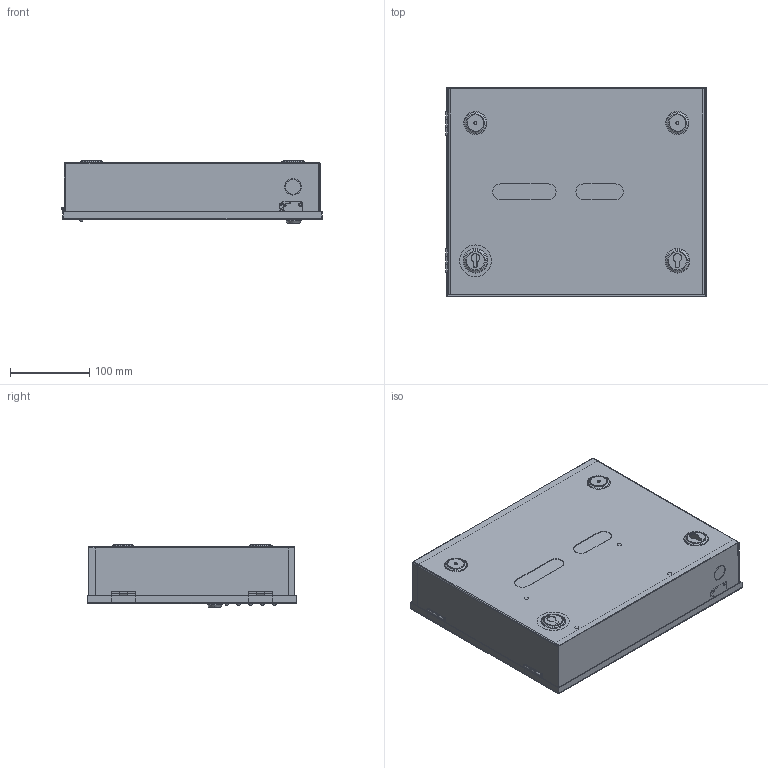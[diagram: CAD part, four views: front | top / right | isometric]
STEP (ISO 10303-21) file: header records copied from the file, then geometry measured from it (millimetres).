
FILE_DESCRIPTION (( 'STEP AP214' ), '1' );
FILE_NAME ('AD2405-SR_STPALL.STEP', '2024-07-26T08:41:26', ( '' ), ( '' ), 'SwSTEP 2.0', 'SolidWorks 2020', '' );
FILE_SCHEMA (( 'AUTOMOTIVE_DESIGN' ));
Length unit declared in the file: millimetre
Products named in the file (34): LED 5MM BLANCHE_ROUGE; Parte 4 Deviatore a Rotella Panasonic AM5; BT CONTACT; SUO-NEI; GT1205-3A-1005_stp; HB-9500_3P; HY-S-2; NV ELEC AD1210R; S6B-XH-A; CAPOT METAL; B2B-XH-A; Parte 1 Deviatore a Rotella Panasonic AM5; PCB AD2405R_2405 NV ELEC; SUO; Tapping screw DIN 7049-ST2.9x6.5-F-H-S_Tapping screw DIN 7049-ST2.9x6.5-F-H-S; SG_2405; EQUERRE DE FIX; PCB 5LEDS; XG_2405; ISO 7046-1 - M3 x 4 - Z - 4S_ISO 7046-1 - M3 x 4 - Z - 4S; PCB 5 LEDS; Parte 2 Deviatore a Rotella Panasonic AM5; LED 5MM BLANCHE_ORANGE; ISO 7045 - M3 x 5 - Z - 5N_ISO 7045 - M3 x 5 - Z - 5N; HY-X-2; Parte 3 Deviatore a Rotella Panasonic AM5; LED 5MM BLANCHE_VERT; ZHOU; AD2405-SR_STPALL; ISO 7045 - M3 x 6 - Z --- 6S_ISO 7045 - M3 x 6 - Z --- 6S; Deviatore a Rotella Panasonic AM5_FERME; HB-9500_6P; HY-X; HY-S
Assembly tree (44 placements, depth 3):
  AD2405-SR_STPALL
    GT1205-3A-1005_stp
    SG_2405
    XG_2405
    HY-X
    HY-S
    HY-S-2
    HY-X-2
    SUO
    SUO-NEI
    ZHOU
    PCB AD2405R_2405 NV ELEC
      HB-9500_3P
      HB-9500_6P
      BT CONTACT
      NV ELEC AD1210R
      EQUERRE DE FIX
      CAPOT METAL
      ISO 7046-1 - M3 x 4 - Z - 4S_ISO 7046-1 - M3 x 4 - Z - 4S  x2
      Tapping screw DIN 7049-ST2.9x6.5-F-H-S_Tapping screw DIN 7049-ST2.9x6.5-F-H-S  x5
      B2B-XH-A
      ISO 7045 - M3 x 6 - Z --- 6S_ISO 7045 - M3 x 6 - Z --- 6S  x4
    PCB 5 LEDS
      LED 5MM BLANCHE_VERT  x2
      LED 5MM BLANCHE_ORANGE
      LED 5MM BLANCHE_ROUGE  x2
      PCB 5LEDS
      ISO 7045 - M3 x 5 - Z - 5N_ISO 7045 - M3 x 5 - Z - 5N  x2
      S6B-XH-A
    Deviatore a Rotella Panasonic AM5_FERME
      Parte 1 Deviatore a Rotella Panasonic AM5
      Parte 2 Deviatore a Rotella Panasonic AM5
      Parte 3 Deviatore a Rotella Panasonic AM5
      Parte 4 Deviatore a Rotella Panasonic AM5
Bounding box: 329 x 264.8 x 79.11 mm (x, y, z)
Volume: 344067.9 mm3; surface area: 688165.3 mm2
Topology: 60 solids, 60 shells, 3924 faces, 10659 edges, 7110 vertices
Faces by surface type: plane 2143, cylinder 772, cone 456, bspline 435, torus 91, sphere 27
Entity records: 143616 total; most frequent: CARTESIAN_POINT 46858, ORIENTED_EDGE 17776, DIRECTION 14800, EDGE_CURVE 8888, VERTEX_POINT 6050, LINE 5842, VECTOR 5842, AXIS2_PLACEMENT_3D 4479
